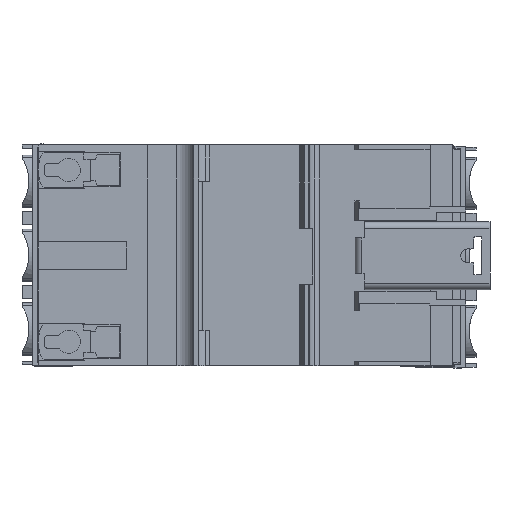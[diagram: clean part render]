
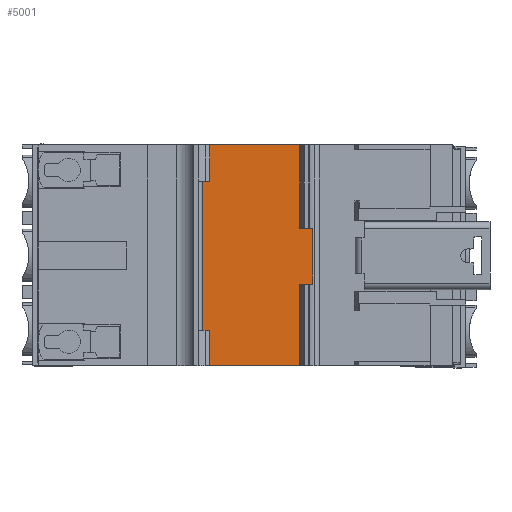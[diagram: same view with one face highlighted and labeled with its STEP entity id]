
A CAD part, front view. The second image highlights one B-rep face of the part: STEP entity #5001.
In plain terms, the highlighted planar face has unit normal (0, -1, 0).
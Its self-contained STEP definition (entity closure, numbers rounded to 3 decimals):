
#826=DIRECTION('',(0.,0.,-1.));
#827=VECTOR('',#826,80.687);
#828=CARTESIAN_POINT('',(-4.14,-58.64,40.5));
#829=LINE('',#828,#827);
#868=DIRECTION('',(0.,0.,-1.));
#869=VECTOR('',#868,29.826);
#870=CARTESIAN_POINT('',(31.45,-58.64,-10.361));
#871=LINE('',#870,#869);
#872=DIRECTION('',(-1.,0.,0.));
#873=VECTOR('',#872,35.59);
#874=CARTESIAN_POINT('',(31.45,-58.64,-40.187));
#875=LINE('',#874,#873);
#876=DIRECTION('',(1.,0.,0.));
#877=VECTOR('',#876,35.59);
#878=CARTESIAN_POINT('',(-4.14,-58.64,40.5));
#879=LINE('',#878,#877);
#880=DIRECTION('',(0.,0.,-1.));
#881=VECTOR('',#880,30.427);
#882=CARTESIAN_POINT('',(31.45,-58.64,40.5));
#883=LINE('',#882,#881);
#884=DIRECTION('',(1.,0.,0.));
#885=VECTOR('',#884,4.733);
#886=CARTESIAN_POINT('',(31.45,-58.64,10.073));
#887=LINE('',#886,#885);
#888=DIRECTION('',(1.,0.,0.));
#889=VECTOR('',#888,4.733);
#890=CARTESIAN_POINT('',(31.45,-58.64,-10.361));
#891=LINE('',#890,#889);
#945=DIRECTION('',(0.,0.,1.));
#946=VECTOR('',#945,20.435);
#947=CARTESIAN_POINT('',(36.183,-58.64,-10.361));
#948=LINE('',#947,#946);
#3134=CARTESIAN_POINT('',(31.45,-58.64,40.5));
#3135=VERTEX_POINT('',#3134);
#3136=CARTESIAN_POINT('',(-4.14,-58.64,40.5));
#3137=VERTEX_POINT('',#3136);
#3218=CARTESIAN_POINT('',(-4.14,-58.64,-40.187));
#3219=VERTEX_POINT('',#3218);
#3220=CARTESIAN_POINT('',(31.45,-58.64,-40.187));
#3221=VERTEX_POINT('',#3220);
#3354=CARTESIAN_POINT('',(31.45,-58.64,-10.361));
#3355=CARTESIAN_POINT('',(36.183,-58.64,-10.361));
#3356=VERTEX_POINT('',#3354);
#3357=VERTEX_POINT('',#3355);
#3358=CARTESIAN_POINT('',(31.45,-58.64,10.073));
#3359=VERTEX_POINT('',#3358);
#3360=CARTESIAN_POINT('',(36.183,-58.64,10.073));
#3361=VERTEX_POINT('',#3360);
#4981=CARTESIAN_POINT('',(-4.14,-58.64,40.5));
#4982=DIRECTION('',(0.,-1.,0.));
#4983=DIRECTION('',(1.,0.,0.));
#4984=AXIS2_PLACEMENT_3D('',#4981,#4982,#4983);
#4985=PLANE('',#4984);
#4987=ORIENTED_EDGE('',*,*,#4986,.F.);
#4989=ORIENTED_EDGE('',*,*,#4988,.T.);
#4990=ORIENTED_EDGE('',*,*,#4381,.T.);
#4991=ORIENTED_EDGE('',*,*,#4920,.F.);
#4992=ORIENTED_EDGE('',*,*,#4251,.T.);
#4994=ORIENTED_EDGE('',*,*,#4993,.T.);
#4996=ORIENTED_EDGE('',*,*,#4995,.T.);
#4998=ORIENTED_EDGE('',*,*,#4997,.F.);
#4999=EDGE_LOOP('',(#4987,#4989,#4990,#4991,#4992,#4994,#4996,#4998));
#5000=FACE_OUTER_BOUND('',#4999,.F.);
#4251=EDGE_CURVE('',#3137,#3135,#879,.T.);
#4381=EDGE_CURVE('',#3221,#3219,#875,.T.);
#4920=EDGE_CURVE('',#3137,#3219,#829,.T.);
#4986=EDGE_CURVE('',#3356,#3357,#891,.T.);
#4988=EDGE_CURVE('',#3356,#3221,#871,.T.);
#4993=EDGE_CURVE('',#3135,#3359,#883,.T.);
#4995=EDGE_CURVE('',#3359,#3361,#887,.T.);
#4997=EDGE_CURVE('',#3357,#3361,#948,.T.);
#5001=ADVANCED_FACE('',(#5000),#4985,.T.);
